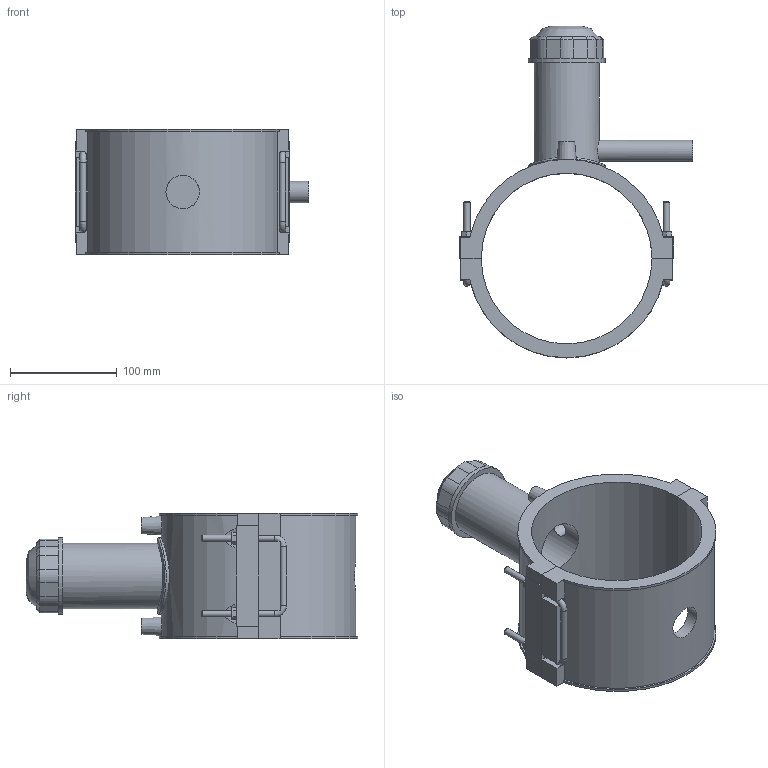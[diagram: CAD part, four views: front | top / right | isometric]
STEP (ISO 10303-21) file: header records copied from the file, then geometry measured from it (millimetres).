
FILE_DESCRIPTION(/* description */ ('PLASSON TAPPING SADDLE 160x20'),/* implementation_level */ '2;1');
FILE_NAME(/* name */ '496304160020.ipt.stp',/* time_stamp */ '2018-05-02T16:16:13+03:00',/* author */ ('KIM'),/* organization */ (''),/* preprocessor_version */ 'ST-DEVELOPER v15.6',/* originating_system */ 'Autodesk Inventor 2015',/* authorisation */ '');
FILE_SCHEMA (('AUTOMOTIVE_DESIGN { 1 0 10303 214 3 1 1 }'));
Length unit declared in the file: millimetre
Products named in the file (1): 496304160020
Bounding box: 218.5 x 311.02 x 118 mm (x, y, z)
Volume: 999625.2 mm3; surface area: 221079.3 mm2
Topology: 1 solids, 1 shells, 185 faces, 468 edges, 302 vertices
Faces by surface type: plane 112, cylinder 47, cone 16, bspline 6, torus 4
Full cylindrical faces by diameter (mm): 4 x2, 6 x10, 10 x2, 16 x1, 20 x1, 31.36 x1, 50.4 x1, 61.2 x1, 72 x2
Entity records: 6528 total; most frequent: CARTESIAN_POINT 2131, ORIENTED_EDGE 906, DIRECTION 861, EDGE_CURVE 443, VERTEX_POINT 298, AXIS2_PLACEMENT_3D 289, LINE 283, VECTOR 283
